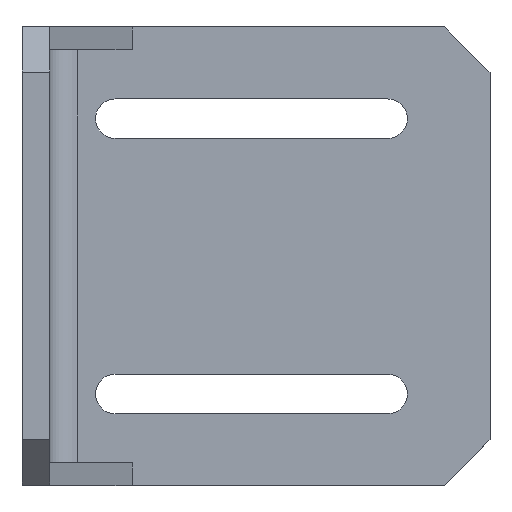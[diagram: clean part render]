
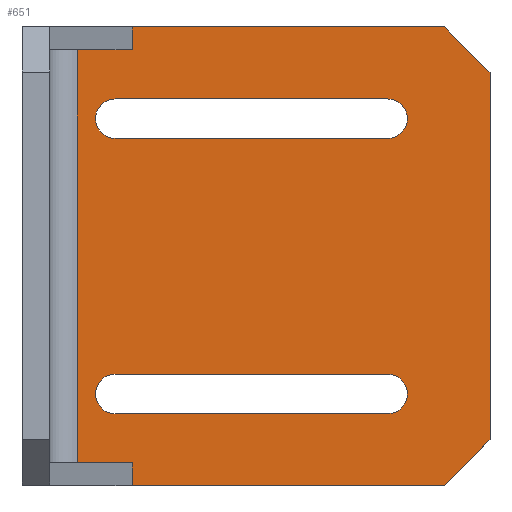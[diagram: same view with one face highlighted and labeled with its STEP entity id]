
A CAD part, top view. The second image highlights one B-rep face of the part: STEP entity #651.
In plain terms, the highlighted planar face has unit normal (0, 0, 1).
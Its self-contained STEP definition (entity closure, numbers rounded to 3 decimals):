
#31=LINE('',#937,#99);
#32=LINE('',#941,#100);
#33=LINE('',#945,#101);
#34=LINE('',#949,#102);
#35=LINE('',#950,#103);
#36=LINE('',#953,#104);
#37=LINE('',#955,#105);
#38=LINE('',#957,#106);
#39=LINE('',#959,#107);
#40=LINE('',#961,#108);
#41=LINE('',#963,#109);
#42=LINE('',#965,#110);
#43=LINE('',#967,#111);
#44=LINE('',#969,#112);
#99=VECTOR('',#758,1000.);
#100=VECTOR('',#761,1000.);
#101=VECTOR('',#764,1000.);
#102=VECTOR('',#767,1000.);
#103=VECTOR('',#768,1000.);
#104=VECTOR('',#769,1000.);
#105=VECTOR('',#770,1000.);
#106=VECTOR('',#771,1000.);
#107=VECTOR('',#772,1000.);
#108=VECTOR('',#773,1000.);
#109=VECTOR('',#774,1000.);
#110=VECTOR('',#775,1000.);
#111=VECTOR('',#776,1000.);
#112=VECTOR('',#777,1000.);
#167=ORIENTED_EDGE('',*,*,#347,.T.);
#168=ORIENTED_EDGE('',*,*,#348,.F.);
#169=ORIENTED_EDGE('',*,*,#349,.T.);
#170=ORIENTED_EDGE('',*,*,#350,.T.);
#171=ORIENTED_EDGE('',*,*,#351,.T.);
#172=ORIENTED_EDGE('',*,*,#352,.F.);
#173=ORIENTED_EDGE('',*,*,#353,.T.);
#174=ORIENTED_EDGE('',*,*,#354,.T.);
#175=ORIENTED_EDGE('',*,*,#355,.F.);
#176=ORIENTED_EDGE('',*,*,#356,.F.);
#177=ORIENTED_EDGE('',*,*,#357,.T.);
#178=ORIENTED_EDGE('',*,*,#358,.F.);
#179=ORIENTED_EDGE('',*,*,#359,.T.);
#180=ORIENTED_EDGE('',*,*,#360,.T.);
#181=ORIENTED_EDGE('',*,*,#361,.T.);
#182=ORIENTED_EDGE('',*,*,#362,.F.);
#183=ORIENTED_EDGE('',*,*,#363,.T.);
#184=ORIENTED_EDGE('',*,*,#364,.F.);
#347=EDGE_CURVE('',#437,#438,#499,.T.);
#348=EDGE_CURVE('',#439,#438,#31,.T.);
#349=EDGE_CURVE('',#439,#440,#500,.T.);
#350=EDGE_CURVE('',#440,#437,#32,.T.);
#351=EDGE_CURVE('',#441,#442,#501,.T.);
#352=EDGE_CURVE('',#443,#442,#33,.T.);
#353=EDGE_CURVE('',#443,#444,#502,.T.);
#354=EDGE_CURVE('',#444,#441,#34,.T.);
#355=EDGE_CURVE('',#445,#446,#35,.T.);
#356=EDGE_CURVE('',#447,#445,#36,.T.);
#357=EDGE_CURVE('',#447,#448,#37,.T.);
#358=EDGE_CURVE('',#449,#448,#38,.T.);
#359=EDGE_CURVE('',#449,#450,#39,.T.);
#360=EDGE_CURVE('',#450,#451,#40,.F.);
#361=EDGE_CURVE('',#451,#452,#41,.T.);
#362=EDGE_CURVE('',#453,#452,#42,.F.);
#363=EDGE_CURVE('',#453,#454,#43,.F.);
#364=EDGE_CURVE('',#446,#454,#44,.F.);
#437=VERTEX_POINT('',#935);
#438=VERTEX_POINT('',#936);
#439=VERTEX_POINT('',#938);
#440=VERTEX_POINT('',#940);
#441=VERTEX_POINT('',#943);
#442=VERTEX_POINT('',#944);
#443=VERTEX_POINT('',#946);
#444=VERTEX_POINT('',#948);
#445=VERTEX_POINT('',#951);
#446=VERTEX_POINT('',#952);
#447=VERTEX_POINT('',#954);
#448=VERTEX_POINT('',#956);
#449=VERTEX_POINT('',#958);
#450=VERTEX_POINT('',#960);
#451=VERTEX_POINT('',#962);
#452=VERTEX_POINT('',#964);
#453=VERTEX_POINT('',#966);
#454=VERTEX_POINT('',#968);
#499=CIRCLE('',#698,2.15);
#500=CIRCLE('',#699,2.15);
#501=CIRCLE('',#700,2.15);
#502=CIRCLE('',#701,2.15);
#521=EDGE_LOOP('',(#167,#168,#169,#170));
#522=EDGE_LOOP('',(#171,#172,#173,#174));
#523=EDGE_LOOP('',(#175,#176,#177,#178,#179,#180,#181,#182,#183,#184));
#575=FACE_BOUND('',#521,.T.);
#576=FACE_BOUND('',#522,.T.);
#577=FACE_BOUND('',#523,.T.);
#629=PLANE('',#697);
#651=ADVANCED_FACE('',(#575,#576,#577),#629,.F.);
#697=AXIS2_PLACEMENT_3D('',#933,#754,#755);
#698=AXIS2_PLACEMENT_3D('',#934,#756,#757);
#699=AXIS2_PLACEMENT_3D('',#939,#759,#760);
#700=AXIS2_PLACEMENT_3D('',#942,#762,#763);
#701=AXIS2_PLACEMENT_3D('',#947,#765,#766);
#754=DIRECTION('',(0.,0.,-1.));
#755=DIRECTION('',(-1.,0.,0.));
#756=DIRECTION('',(0.,0.,-1.));
#757=DIRECTION('',(0.,1.,0.));
#758=DIRECTION('',(1.,0.,0.));
#759=DIRECTION('',(0.,0.,-1.));
#760=DIRECTION('',(0.,-1.,0.));
#761=DIRECTION('',(1.,0.,0.));
#762=DIRECTION('',(0.,0.,-1.));
#763=DIRECTION('',(0.,1.,0.));
#764=DIRECTION('',(1.,0.,0.));
#765=DIRECTION('',(0.,0.,-1.));
#766=DIRECTION('',(0.,-1.,0.));
#767=DIRECTION('',(1.,0.,0.));
#768=DIRECTION('',(0.,1.,0.));
#769=DIRECTION('',(1.,0.,0.));
#770=DIRECTION('',(0.,-1.,0.));
#771=DIRECTION('',(-1.,0.,0.));
#772=DIRECTION('',(0.,-1.,0.));
#773=DIRECTION('',(-1.,0.,0.));
#774=DIRECTION('',(0.707,0.707,0.));
#775=DIRECTION('',(0.,1.,0.));
#776=DIRECTION('',(0.707,-0.707,0.));
#777=DIRECTION('',(-1.,0.,0.));
#933=CARTESIAN_POINT('',(0.,25.,3.));
#934=CARTESIAN_POINT('',(39.85,-15.,3.));
#935=CARTESIAN_POINT('',(39.85,-12.85,3.));
#936=CARTESIAN_POINT('',(39.85,-17.15,3.));
#937=CARTESIAN_POINT('',(10.15,-17.15,3.));
#938=CARTESIAN_POINT('',(10.15,-17.15,3.));
#939=CARTESIAN_POINT('',(10.15,-15.,3.));
#940=CARTESIAN_POINT('',(10.15,-12.85,3.));
#941=CARTESIAN_POINT('',(10.15,-12.85,3.));
#942=CARTESIAN_POINT('',(39.85,15.,3.));
#943=CARTESIAN_POINT('',(39.85,17.15,3.));
#944=CARTESIAN_POINT('',(39.85,12.85,3.));
#945=CARTESIAN_POINT('',(10.15,12.85,3.));
#946=CARTESIAN_POINT('',(10.15,12.85,3.));
#947=CARTESIAN_POINT('',(10.15,15.,3.));
#948=CARTESIAN_POINT('',(10.15,17.15,3.));
#949=CARTESIAN_POINT('',(10.15,17.15,3.));
#950=CARTESIAN_POINT('',(12.,22.5,3.));
#951=CARTESIAN_POINT('',(12.,22.5,3.));
#952=CARTESIAN_POINT('',(12.,25.,3.));
#953=CARTESIAN_POINT('',(6.,22.5,3.));
#954=CARTESIAN_POINT('',(6.,22.5,3.));
#955=CARTESIAN_POINT('',(6.,25.,3.));
#956=CARTESIAN_POINT('',(6.,-22.5,3.));
#957=CARTESIAN_POINT('',(12.,-22.5,3.));
#958=CARTESIAN_POINT('',(12.,-22.5,3.));
#959=CARTESIAN_POINT('',(12.,-22.5,3.));
#960=CARTESIAN_POINT('',(12.,-25.,3.));
#961=CARTESIAN_POINT('',(0.,-25.,3.));
#962=CARTESIAN_POINT('',(46.,-25.,3.));
#963=CARTESIAN_POINT('',(51.,-20.,3.));
#964=CARTESIAN_POINT('',(51.,-20.,3.));
#965=CARTESIAN_POINT('',(51.,25.,3.));
#966=CARTESIAN_POINT('',(51.,20.,3.));
#967=CARTESIAN_POINT('',(46.,25.,3.));
#968=CARTESIAN_POINT('',(46.,25.,3.));
#969=CARTESIAN_POINT('',(0.,25.,3.));
